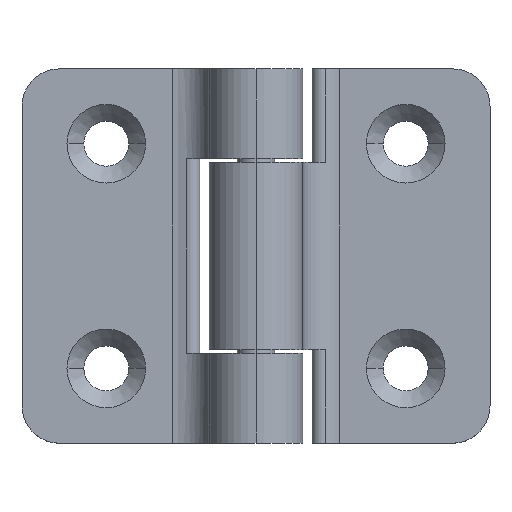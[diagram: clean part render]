
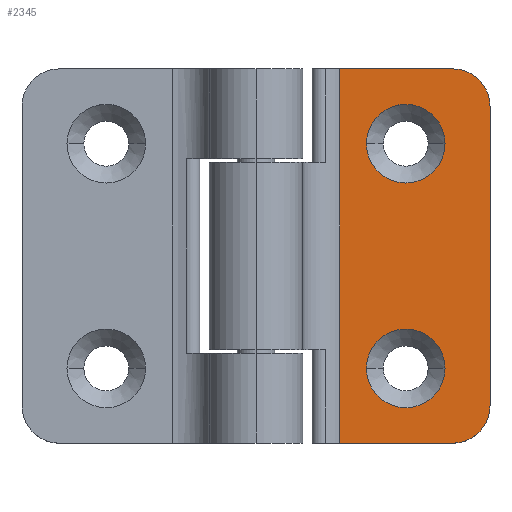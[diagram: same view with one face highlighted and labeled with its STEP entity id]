
A CAD part, top view. The second image highlights one B-rep face of the part: STEP entity #2345.
In plain terms, the highlighted planar face has unit normal (0, 0, 1).
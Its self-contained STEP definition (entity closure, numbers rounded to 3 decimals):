
#34 = DIRECTION ( 'NONE',  ( 0., 0., 1. ) ) ;
#45 = CARTESIAN_POINT ( 'NONE',  ( 12.5, 20., -1.5 ) ) ;
#75 = CARTESIAN_POINT ( 'NONE',  ( 10.1, 4., -1.5 ) ) ;
#118 = DIRECTION ( 'NONE',  ( 1., 0., 0. ) ) ;
#131 = ORIENTED_EDGE ( 'NONE', *, *, #1465, .F. ) ;
#147 = DIRECTION ( 'NONE',  ( 1., 0., 0. ) ) ;
#152 = CARTESIAN_POINT ( 'NONE',  ( 10.5, 0., -1.5 ) ) ;
#168 = DIRECTION ( 'NONE',  ( -1., 0., 0. ) ) ;
#182 = VERTEX_POINT ( 'NONE', #556 ) ;
#255 = AXIS2_PLACEMENT_3D ( 'NONE', #1437, #265, #1634 ) ;
#265 = DIRECTION ( 'NONE',  ( 0., 0., 1. ) ) ;
#271 = CARTESIAN_POINT ( 'NONE',  ( 5.9, 16., -1.5 ) ) ;
#305 = AXIS2_PLACEMENT_3D ( 'NONE', #1406, #648, #2179 ) ;
#318 = VECTOR ( 'NONE', #2376, 1000. ) ;
#374 = LINE ( 'NONE', #45, #318 ) ;
#394 = EDGE_CURVE ( 'NONE', #1439, #2359, #2145, .T. ) ;
#474 = DIRECTION ( 'NONE',  ( 1., 0., 0. ) ) ;
#506 = EDGE_CURVE ( 'NONE', #1439, #844, #1935, .T. ) ;
#556 = CARTESIAN_POINT ( 'NONE',  ( 5.9, 4., -1.5 ) ) ;
#573 = ORIENTED_EDGE ( 'NONE', *, *, #394, .F. ) ;
#617 = CARTESIAN_POINT ( 'NONE',  ( 1., 20., -1.5 ) ) ;
#648 = DIRECTION ( 'NONE',  ( 0., 0., 1. ) ) ;
#658 = CIRCLE ( 'NONE', #305, 2.1 ) ;
#760 = CARTESIAN_POINT ( 'NONE',  ( 10.5, 20., -1.5 ) ) ;
#788 = CARTESIAN_POINT ( 'NONE',  ( 10.5, 18., -1.5 ) ) ;
#844 = VERTEX_POINT ( 'NONE', #2234 ) ;
#856 = EDGE_CURVE ( 'NONE', #1333, #992, #1025, .T. ) ;
#861 = DIRECTION ( 'NONE',  ( 0., 0., 1. ) ) ;
#865 = ORIENTED_EDGE ( 'NONE', *, *, #856, .F. ) ;
#874 = AXIS2_PLACEMENT_3D ( 'NONE', #2229, #861, #474 ) ;
#875 = CARTESIAN_POINT ( 'NONE',  ( 4.472, 20., -1.5 ) ) ;
#887 = CARTESIAN_POINT ( 'NONE',  ( 1., 0., -1.5 ) ) ;
#934 = EDGE_CURVE ( 'NONE', #1388, #2102, #374, .T. ) ;
#952 = PLANE ( 'NONE',  #1045 ) ;
#980 = DIRECTION ( 'NONE',  ( -1., 0., 0. ) ) ;
#989 = EDGE_LOOP ( 'NONE', ( #865, #131 ) ) ;
#992 = VERTEX_POINT ( 'NONE', #271 ) ;
#997 = DIRECTION ( 'NONE',  ( 1., 0., 0. ) ) ;
#1018 = DIRECTION ( 'NONE',  ( 1., 0., 0. ) ) ;
#1025 = CIRCLE ( 'NONE', #874, 2.1 ) ;
#1045 = AXIS2_PLACEMENT_3D ( 'NONE', #2127, #1343, #168 ) ;
#1070 = CIRCLE ( 'NONE', #1694, 2. ) ;
#1088 = AXIS2_PLACEMENT_3D ( 'NONE', #1662, #34, #997 ) ;
#1091 = ORIENTED_EDGE ( 'NONE', *, *, #1377, .F. ) ;
#1270 = EDGE_LOOP ( 'NONE', ( #1670, #1975, #573, #1600, #1628, #1357 ) ) ;
#1282 = LINE ( 'NONE', #887, #2260 ) ;
#1313 = FACE_BOUND ( 'NONE', #989, .T. ) ;
#1328 = DIRECTION ( 'NONE',  ( 0., 0., 1. ) ) ;
#1333 = VERTEX_POINT ( 'NONE', #1868 ) ;
#1343 = DIRECTION ( 'NONE',  ( 0., 0., -1. ) ) ;
#1357 = ORIENTED_EDGE ( 'NONE', *, *, #1596, .T. ) ;
#1359 = DIRECTION ( 'NONE',  ( 0., -1., 0. ) ) ;
#1377 = EDGE_CURVE ( 'NONE', #182, #1671, #658, .T. ) ;
#1388 = VERTEX_POINT ( 'NONE', #2396 ) ;
#1406 = CARTESIAN_POINT ( 'NONE',  ( 8., 4., -1.5 ) ) ;
#1437 = CARTESIAN_POINT ( 'NONE',  ( 10.5, 2., -1.5 ) ) ;
#1439 = VERTEX_POINT ( 'NONE', #875 ) ;
#1465 = EDGE_CURVE ( 'NONE', #992, #1333, #2025, .T. ) ;
#1596 = EDGE_CURVE ( 'NONE', #2288, #2102, #2235, .T. ) ;
#1597 = CIRCLE ( 'NONE', #2461, 2.1 ) ;
#1600 = ORIENTED_EDGE ( 'NONE', *, *, #506, .T. ) ;
#1628 = ORIENTED_EDGE ( 'NONE', *, *, #1822, .T. ) ;
#1634 = DIRECTION ( 'NONE',  ( -1., 0., 0. ) ) ;
#1637 = VECTOR ( 'NONE', #1018, 1000. ) ;
#1662 = CARTESIAN_POINT ( 'NONE',  ( 8., 16., -1.5 ) ) ;
#1670 = ORIENTED_EDGE ( 'NONE', *, *, #934, .F. ) ;
#1671 = VERTEX_POINT ( 'NONE', #75 ) ;
#1694 = AXIS2_PLACEMENT_3D ( 'NONE', #788, #2150, #980 ) ;
#1706 = FACE_OUTER_BOUND ( 'NONE', #1270, .T. ) ;
#1775 = CARTESIAN_POINT ( 'NONE',  ( 12.5, 2., -1.5 ) ) ;
#1822 = EDGE_CURVE ( 'NONE', #844, #2288, #1282, .T. ) ;
#1830 = EDGE_LOOP ( 'NONE', ( #2268, #1091 ) ) ;
#1868 = CARTESIAN_POINT ( 'NONE',  ( 10.1, 16., -1.5 ) ) ;
#1893 = EDGE_CURVE ( 'NONE', #1671, #182, #1597, .T. ) ;
#1935 = LINE ( 'NONE', #2066, #2446 ) ;
#1975 = ORIENTED_EDGE ( 'NONE', *, *, #2416, .T. ) ;
#2025 = CIRCLE ( 'NONE', #1088, 2.1 ) ;
#2066 = CARTESIAN_POINT ( 'NONE',  ( 4.472, 0., -1.5 ) ) ;
#2102 = VERTEX_POINT ( 'NONE', #1775 ) ;
#2127 = CARTESIAN_POINT ( 'NONE',  ( 1., 20., -1.5 ) ) ;
#2145 = LINE ( 'NONE', #617, #1637 ) ;
#2150 = DIRECTION ( 'NONE',  ( 0., 0., 1. ) ) ;
#2179 = DIRECTION ( 'NONE',  ( 1., 0., 0. ) ) ;
#2229 = CARTESIAN_POINT ( 'NONE',  ( 8., 16., -1.5 ) ) ;
#2230 = FACE_BOUND ( 'NONE', #1830, .T. ) ;
#2234 = CARTESIAN_POINT ( 'NONE',  ( 4.472, 0., -1.5 ) ) ;
#2235 = CIRCLE ( 'NONE', #255, 2. ) ;
#2260 = VECTOR ( 'NONE', #118, 1000. ) ;
#2268 = ORIENTED_EDGE ( 'NONE', *, *, #1893, .F. ) ;
#2288 = VERTEX_POINT ( 'NONE', #152 ) ;
#2345 = ADVANCED_FACE ( 'NONE', ( #1313, #2230, #1706 ), #952, .F. ) ;
#2359 = VERTEX_POINT ( 'NONE', #760 ) ;
#2376 = DIRECTION ( 'NONE',  ( 0., -1., 0. ) ) ;
#2396 = CARTESIAN_POINT ( 'NONE',  ( 12.5, 18., -1.5 ) ) ;
#2416 = EDGE_CURVE ( 'NONE', #1388, #2359, #1070, .T. ) ;
#2446 = VECTOR ( 'NONE', #1359, 1000. ) ;
#2461 = AXIS2_PLACEMENT_3D ( 'NONE', #2479, #1328, #147 ) ;
#2479 = CARTESIAN_POINT ( 'NONE',  ( 8., 4., -1.5 ) ) ;
